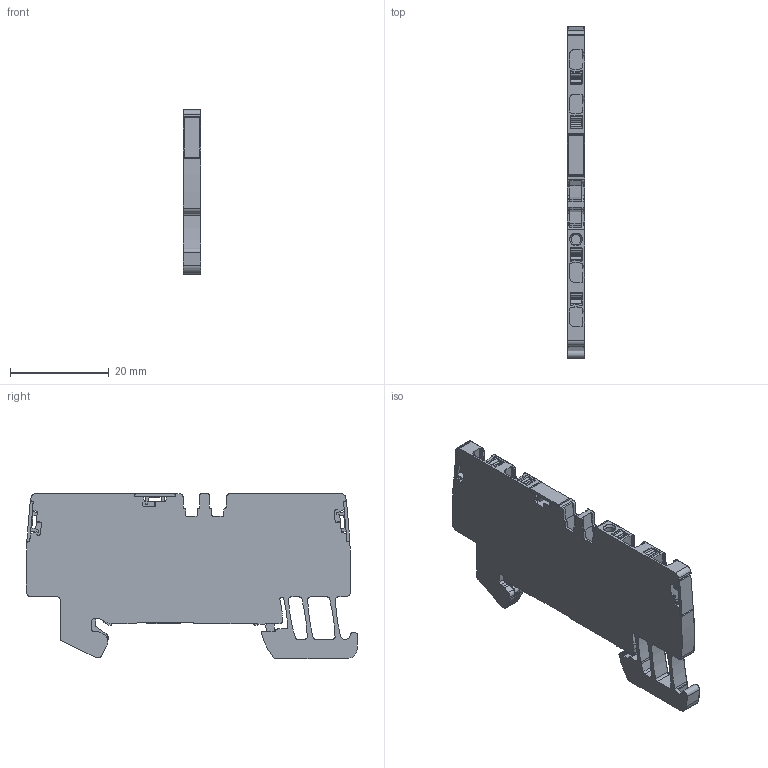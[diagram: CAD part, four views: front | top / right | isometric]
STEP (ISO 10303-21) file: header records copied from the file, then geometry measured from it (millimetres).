
FILE_DESCRIPTION(('CATIA V5R22 STEP214','CAx-IF Rec.Pracs.--- Model Styling and Organization---1.4--- 2014-01-23'),'2;1');
FILE_NAME ('1135643-2_1', '2019-07-02T11:13:50+00:00', ('Weidmueller Interface'), ('Weidmueller'), 'CATIA Version 5-6 Release 2016 SP3 HF44', 'CATIA V5 STEP AP214', 'none');
FILE_SCHEMA(('AUTOMOTIVE_DESIGN { 1 0 10303 214 1 1 1 1 }'));
Length unit declared in the file: millimetre
Products named in the file (1): 2674680000_A4C_1-5_PE_DL
Bounding box: 3.5 x 67.17 x 33.4 mm (x, y, z)
Volume: 5514.6 mm3; surface area: 8757.5 mm2
Topology: 15 solids, 15 shells, 1073 faces, 3093 edges, 2060 vertices
Faces by surface type: plane 542, cylinder 470, extrusion 37, torus 20, cone 4
Entity records: 33047 total; most frequent: CARTESIAN_POINT 6520, ORIENTED_EDGE 6186, DIRECTION 4310, EDGE_CURVE 3093, VECTOR 2073, VERTEX_POINT 2060, LINE 2036, AXIS2_PLACEMENT_3D 1602
